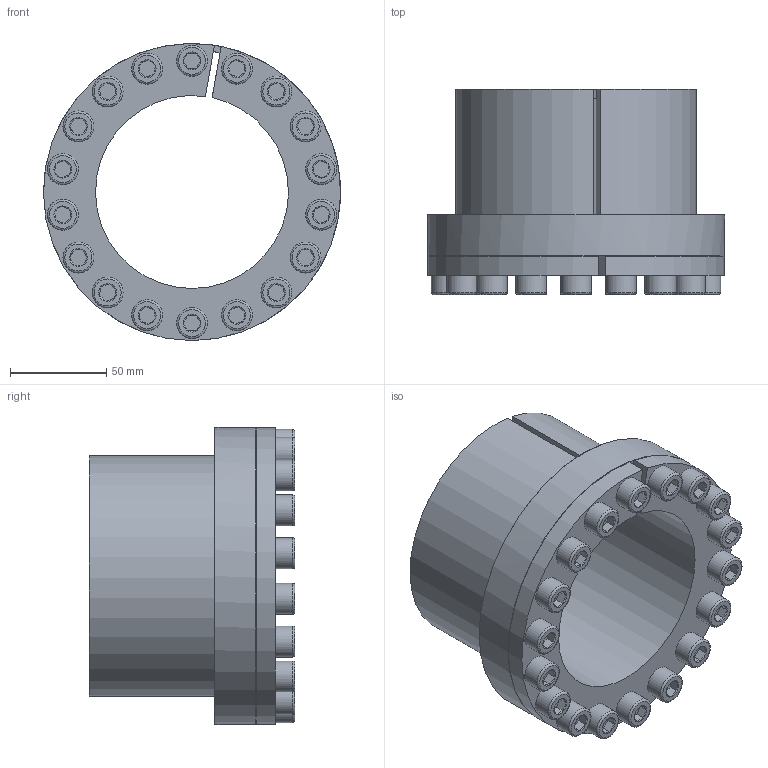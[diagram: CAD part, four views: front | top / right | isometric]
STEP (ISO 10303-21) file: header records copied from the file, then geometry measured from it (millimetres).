
FILE_DESCRIPTION(/* description */ ('Alibre Inc.'),/* implementation_level */ '2;1');
FILE_NAME(/* name */ 'export0',/* time_stamp */ '2012-12-23T15:12:43+01:00',/* author */ (''),/* organization */ (''),/* preprocessor_version */ 'ST-DEVELOPER v14',/* originating_system */ 'Alibre',/* authorisation */ '');
FILE_SCHEMA (('AUTOMOTIVE_DESIGN'));
Length unit declared in the file: millimetre
Bounding box: 154 x 106.5 x 154 mm (x, y, z)
Volume: 639864.1 mm3; surface area: 143077.2 mm2
Topology: 19 solids, 19 shells, 488 faces, 897 edges, 518 vertices
Faces by surface type: plane 224, cone 133, cylinder 95, torus 36
Full cylindrical faces by diameter (mm): 9 x18, 10 x54, 16 x18, 154 x1
Entity records: 11767 total; most frequent: CARTESIAN_POINT 2569, DIRECTION 1748, ORIENTED_EDGE 1422, AXIS2_PLACEMENT_3D 887, EDGE_LOOP 745, FACE_BOUND 745, EDGE_CURVE 711, ADVANCED_FACE 488
